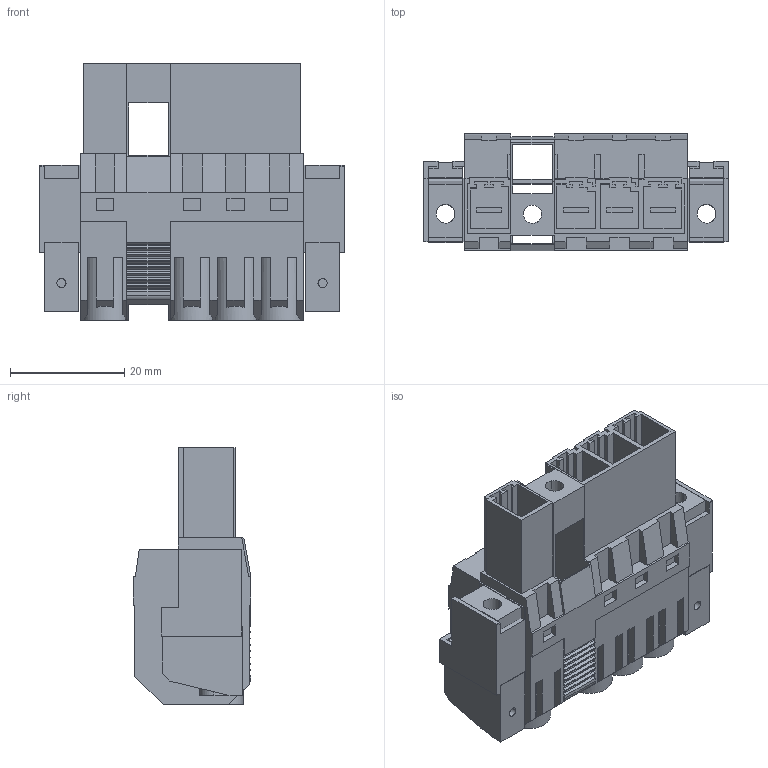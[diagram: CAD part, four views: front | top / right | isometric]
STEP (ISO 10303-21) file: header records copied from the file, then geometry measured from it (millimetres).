
FILE_DESCRIPTION(('CATIA V5 STEP Exchange','CAx-IF Rec.Pracs.--- Model Styling and Organization---1.4--- 2014-01-23'),'2;1');
FILE_NAME ('D1451972_1_1429950000_1429950000.stp','2022-11-10T09:31:36+00:00',('none'),('Weidmueller'),'CATIA Version 5-6 Release 2016 SP3 HF44','CATIA V5 STEP AP214','none');
FILE_SCHEMA(('AUTOMOTIVE_DESIGN { 1 0 10303 214 1 1 1 1 }'));
Length unit declared in the file: millimetre
Products named in the file (1): 1429950000
Bounding box: 53.34 x 20.6 x 45.01 mm (x, y, z)
Volume: 20006.5 mm3; surface area: 17213 mm2
Topology: 9 solids, 9 shells, 682 faces, 1892 edges, 1241 vertices
Faces by surface type: plane 604, cylinder 78
Entity records: 21257 total; most frequent: CARTESIAN_POINT 4056, ORIENTED_EDGE 3784, DIRECTION 2774, EDGE_CURVE 1892, VECTOR 1720, LINE 1720, VERTEX_POINT 1241, EDGE_LOOP 722
